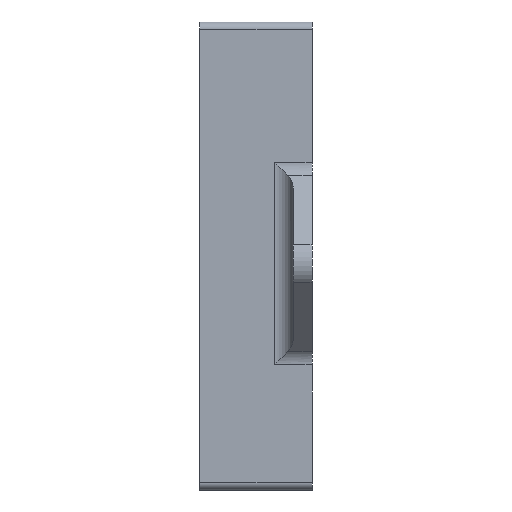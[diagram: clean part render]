
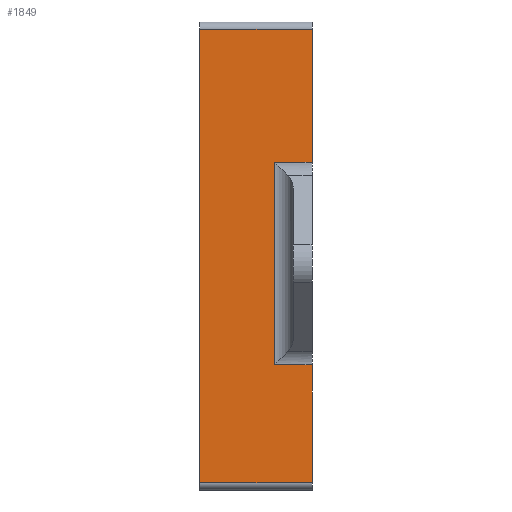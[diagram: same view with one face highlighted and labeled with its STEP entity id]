
A CAD part, left-side view. The second image highlights one B-rep face of the part: STEP entity #1849.
In plain terms, the highlighted planar face has unit normal (-1, 0, 0).
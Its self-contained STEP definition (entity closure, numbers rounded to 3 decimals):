
#5 = EDGE_CURVE ( 'NONE', #676, #3349, #2970, .T. ) ;
#21 = ORIENTED_EDGE ( 'NONE', *, *, #2211, .T. ) ;
#64 = VECTOR ( 'NONE', #463, 1000. ) ;
#133 = DIRECTION ( 'NONE',  ( -1., 0., 0. ) ) ;
#194 = CARTESIAN_POINT ( 'NONE',  ( -52.67, 27., 62.655 ) ) ;
#216 = CARTESIAN_POINT ( 'NONE',  ( -52.67, -3., -58.555 ) ) ;
#223 = EDGE_CURVE ( 'NONE', #568, #327, #2200, .T. ) ;
#268 = EDGE_CURVE ( 'NONE', #676, #657, #773, .T. ) ;
#310 = VERTEX_POINT ( 'NONE', #1208 ) ;
#327 = VERTEX_POINT ( 'NONE', #481 ) ;
#361 = VERTEX_POINT ( 'NONE', #756 ) ;
#405 = DIRECTION ( 'NONE',  ( 0., 0., 1. ) ) ;
#459 = LINE ( 'NONE', #3312, #2009 ) ;
#463 = DIRECTION ( 'NONE',  ( 0., 0., 1. ) ) ;
#481 = CARTESIAN_POINT ( 'NONE',  ( -52.67, 7., -27.071 ) ) ;
#568 = VERTEX_POINT ( 'NONE', #994 ) ;
#623 = VECTOR ( 'NONE', #3249, 1000. ) ;
#657 = VERTEX_POINT ( 'NONE', #194 ) ;
#676 = VERTEX_POINT ( 'NONE', #1196 ) ;
#680 = EDGE_CURVE ( 'NONE', #361, #310, #925, .T. ) ;
#681 = VERTEX_POINT ( 'NONE', #692 ) ;
#682 = DIRECTION ( 'NONE',  ( 0., 0., 1. ) ) ;
#692 = CARTESIAN_POINT ( 'NONE',  ( -52.67, -3., 62.655 ) ) ;
#756 = CARTESIAN_POINT ( 'NONE',  ( -52.67, 7., 27.071 ) ) ;
#773 = LINE ( 'NONE', #2008, #2035 ) ;
#875 = CARTESIAN_POINT ( 'NONE',  ( -52.67, 2., -27.071 ) ) ;
#925 = LINE ( 'NONE', #2245, #2879 ) ;
#994 = CARTESIAN_POINT ( 'NONE',  ( -52.67, -3., -27.071 ) ) ;
#1029 = EDGE_CURVE ( 'NONE', #3349, #568, #2784, .T. ) ;
#1048 = ORIENTED_EDGE ( 'NONE', *, *, #1029, .T. ) ;
#1072 = VECTOR ( 'NONE', #682, 1000. ) ;
#1192 = EDGE_LOOP ( 'NONE', ( #1048, #2281, #21, #2975, #2906, #1560, #1785, #1221 ) ) ;
#1196 = CARTESIAN_POINT ( 'NONE',  ( -52.67, 27., -58.555 ) ) ;
#1208 = CARTESIAN_POINT ( 'NONE',  ( -52.67, -3., 27.071 ) ) ;
#1221 = ORIENTED_EDGE ( 'NONE', *, *, #5, .T. ) ;
#1222 = CARTESIAN_POINT ( 'NONE',  ( -52.67, 7., 0. ) ) ;
#1239 = DIRECTION ( 'NONE',  ( 0., 0., 1. ) ) ;
#1560 = ORIENTED_EDGE ( 'NONE', *, *, #2996, .T. ) ;
#1688 = FACE_OUTER_BOUND ( 'NONE', #1192, .T. ) ;
#1737 = LINE ( 'NONE', #1222, #1072 ) ;
#1756 = CARTESIAN_POINT ( 'NONE',  ( -52.67, -3., 0. ) ) ;
#1785 = ORIENTED_EDGE ( 'NONE', *, *, #268, .F. ) ;
#1849 = ADVANCED_FACE ( 'NONE', ( #1688 ), #3267, .T. ) ;
#1979 = DIRECTION ( 'NONE',  ( 0., -1., 0. ) ) ;
#2008 = CARTESIAN_POINT ( 'NONE',  ( -52.67, 27., 0. ) ) ;
#2009 = VECTOR ( 'NONE', #2268, 1000. ) ;
#2035 = VECTOR ( 'NONE', #2271, 1000. ) ;
#2155 = AXIS2_PLACEMENT_3D ( 'NONE', #2711, #133, #405 ) ;
#2200 = LINE ( 'NONE', #875, #623 ) ;
#2204 = CARTESIAN_POINT ( 'NONE',  ( -52.67, -3., -58.555 ) ) ;
#2211 = EDGE_CURVE ( 'NONE', #327, #361, #1737, .T. ) ;
#2245 = CARTESIAN_POINT ( 'NONE',  ( -52.67, -3., 27.071 ) ) ;
#2268 = DIRECTION ( 'NONE',  ( 0., 1., 0. ) ) ;
#2271 = DIRECTION ( 'NONE',  ( 0., 0., 1. ) ) ;
#2281 = ORIENTED_EDGE ( 'NONE', *, *, #223, .T. ) ;
#2364 = VECTOR ( 'NONE', #2715, 1000. ) ;
#2711 = CARTESIAN_POINT ( 'NONE',  ( -52.67, -3., 0. ) ) ;
#2715 = DIRECTION ( 'NONE',  ( 0., -1., 0. ) ) ;
#2784 = LINE ( 'NONE', #3056, #64 ) ;
#2879 = VECTOR ( 'NONE', #1979, 1000. ) ;
#2906 = ORIENTED_EDGE ( 'NONE', *, *, #2972, .T. ) ;
#2970 = LINE ( 'NONE', #2204, #2364 ) ;
#2972 = EDGE_CURVE ( 'NONE', #310, #681, #3295, .T. ) ;
#2975 = ORIENTED_EDGE ( 'NONE', *, *, #680, .T. ) ;
#2996 = EDGE_CURVE ( 'NONE', #681, #657, #459, .T. ) ;
#3056 = CARTESIAN_POINT ( 'NONE',  ( -52.67, -3., 0. ) ) ;
#3221 = VECTOR ( 'NONE', #1239, 1000. ) ;
#3249 = DIRECTION ( 'NONE',  ( 0., 1., 0. ) ) ;
#3267 = PLANE ( 'NONE',  #2155 ) ;
#3295 = LINE ( 'NONE', #1756, #3221 ) ;
#3312 = CARTESIAN_POINT ( 'NONE',  ( -52.67, -3., 62.655 ) ) ;
#3349 = VERTEX_POINT ( 'NONE', #216 ) ;
